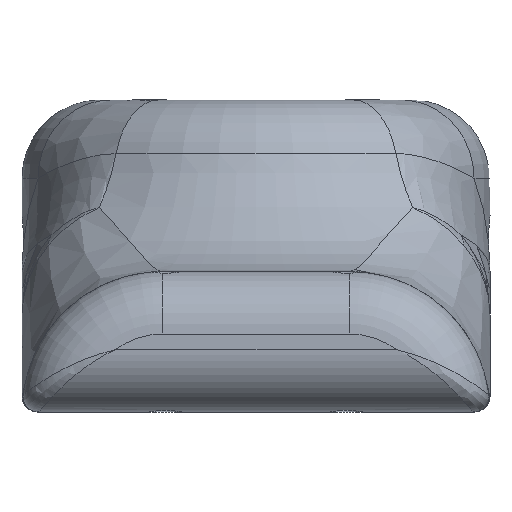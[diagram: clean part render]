
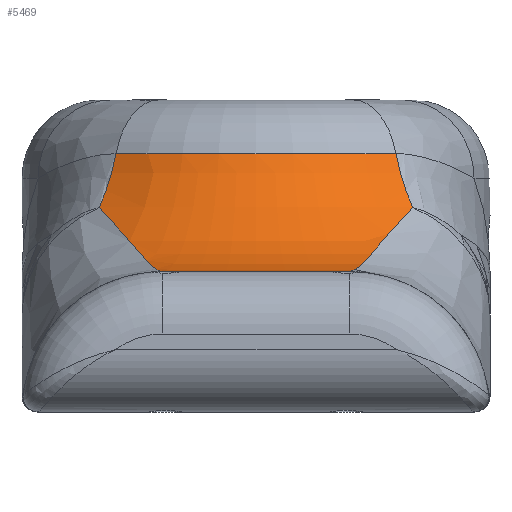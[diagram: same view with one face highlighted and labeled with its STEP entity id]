
A CAD part, left-side view. The second image highlights one B-rep face of the part: STEP entity #5469.
In plain terms, the highlighted toroidal (fillet/blend) face has major radius 26 mm and minor radius 11 mm.
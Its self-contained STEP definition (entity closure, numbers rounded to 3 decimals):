
#3031=CARTESIAN_POINT('',(-25.298,1.,6.638));
#3032=VERTEX_POINT('',#3031);
#3039=CARTESIAN_POINT('',(-25.298,13.,6.638));
#3040=VERTEX_POINT('',#3039);
#3041=CARTESIAN_POINT('',(0.,7.,6.638));
#3042=DIRECTION('',(-0.,0.,-1.));
#3043=DIRECTION('',(-0.,1.,0.));
#3044=AXIS2_PLACEMENT_3D('',#3041,#3042,#3043);
#3045=CIRCLE('',#3044,26.);
#3046=EDGE_CURVE('',#3032,#3040,#3045,.T.);
#5269=CARTESIAN_POINT('',(-14.229,17.05,10.754));
#5270=VERTEX_POINT('',#5269);
#5335=CARTESIAN_POINT('',(-12.702,15.972,14.2));
#5336=VERTEX_POINT('',#5335);
#5337=CARTESIAN_POINT('',(-21.237,22.,17.638));
#5338=DIRECTION('',(0.577,0.817,0.));
#5339=DIRECTION('',(-0.817,0.577,0.));
#5340=AXIS2_PLACEMENT_3D('',#5337,#5338,#5339);
#5341=CIRCLE('',#5340,11.);
#5342=EDGE_CURVE('',#5336,#5270,#5341,.T.);
#5380=CARTESIAN_POINT('',(0.,7.,17.638));
#5381=DIRECTION('',(-0.,0.,-1.));
#5382=DIRECTION('',(-0.,1.,0.));
#5383=AXIS2_PLACEMENT_3D('',#5380,#5381,#5382);
#5384=TOROIDAL_SURFACE('',#5383,26.,11.);
#5385=ORIENTED_EDGE('',*,*,#5342,.T.);
#5386=CARTESIAN_POINT('',(-14.229,17.05,10.754));
#5387=CARTESIAN_POINT('',(-14.735,16.76,10.447));
#5388=CARTESIAN_POINT('',(-15.222,16.486,10.152));
#5389=CARTESIAN_POINT('',(-15.699,16.23,9.87));
#5390=CARTESIAN_POINT('',(-16.175,15.974,9.588));
#5391=CARTESIAN_POINT('',(-16.642,15.735,9.319));
#5392=CARTESIAN_POINT('',(-17.106,15.512,9.065));
#5393=CARTESIAN_POINT('',(-17.339,15.401,8.938));
#5394=CARTESIAN_POINT('',(-17.57,15.294,8.814));
#5395=CARTESIAN_POINT('',(-17.799,15.191,8.696));
#5396=CARTESIAN_POINT('',(-18.028,15.089,8.577));
#5397=CARTESIAN_POINT('',(-18.256,14.991,8.463));
#5398=CARTESIAN_POINT('',(-18.483,14.897,8.354));
#5399=CARTESIAN_POINT('',(-18.937,14.709,8.136));
#5400=CARTESIAN_POINT('',(-19.387,14.537,7.936));
#5401=CARTESIAN_POINT('',(-19.838,14.379,7.757));
#5402=CARTESIAN_POINT('',(-20.29,14.22,7.577));
#5403=CARTESIAN_POINT('',(-20.742,14.075,7.416));
#5404=CARTESIAN_POINT('',(-21.199,13.94,7.276));
#5405=CARTESIAN_POINT('',(-21.427,13.873,7.206));
#5406=CARTESIAN_POINT('',(-21.657,13.808,7.142));
#5407=CARTESIAN_POINT('',(-21.885,13.747,7.083));
#5408=CARTESIAN_POINT('',(-22.114,13.685,7.024));
#5409=CARTESIAN_POINT('',(-22.342,13.627,6.971));
#5410=CARTESIAN_POINT('',(-22.569,13.57,6.924));
#5411=CARTESIAN_POINT('',(-23.48,13.346,6.735));
#5412=CARTESIAN_POINT('',(-24.386,13.161,6.638));
#5413=CARTESIAN_POINT('',(-25.298,13.,6.638));
#5414=B_SPLINE_CURVE_WITH_KNOTS('',3,(#5386,#5387,#5388,#5389,#5390,#5391,#5392,#5393,#5394,#5395,#5396,#5397,#5398,#5399,#5400,#5401,#5402,#5403,#5404,#5405,#5406,#5407,#5408,#5409,#5410,#5411,
#5412,#5413),.UNSPECIFIED.,.F.,.F.,(4,3,3,3,3,3,3,3,3,4),(-0.,0.002,0.005,0.006,0.007,0.009,0.012,0.013,0.014,0.019),.UNSPECIFIED.);
#5415=EDGE_CURVE('',#5270,#3040,#5414,.T.);
#5416=ORIENTED_EDGE('',*,*,#5415,.T.);
#5417=ORIENTED_EDGE('',*,*,#3046,.F.);
#5418=CARTESIAN_POINT('',(-14.229,-3.05,10.754));
#5419=VERTEX_POINT('',#5418);
#5420=CARTESIAN_POINT('',(-25.298,1.,6.638));
#5421=CARTESIAN_POINT('',(-24.386,0.839,6.638));
#5422=CARTESIAN_POINT('',(-23.48,0.654,6.735));
#5423=CARTESIAN_POINT('',(-22.569,0.43,6.924));
#5424=CARTESIAN_POINT('',(-22.342,0.373,6.971));
#5425=CARTESIAN_POINT('',(-22.114,0.315,7.024));
#5426=CARTESIAN_POINT('',(-21.885,0.253,7.083));
#5427=CARTESIAN_POINT('',(-21.657,0.192,7.142));
#5428=CARTESIAN_POINT('',(-21.427,0.127,7.206));
#5429=CARTESIAN_POINT('',(-21.199,0.06,7.276));
#5430=CARTESIAN_POINT('',(-20.742,-0.075,7.416));
#5431=CARTESIAN_POINT('',(-20.29,-0.22,7.577));
#5432=CARTESIAN_POINT('',(-19.838,-0.379,7.757));
#5433=CARTESIAN_POINT('',(-19.387,-0.537,7.936));
#5434=CARTESIAN_POINT('',(-18.937,-0.709,8.136));
#5435=CARTESIAN_POINT('',(-18.483,-0.897,8.354));
#5436=CARTESIAN_POINT('',(-18.256,-0.991,8.463));
#5437=CARTESIAN_POINT('',(-18.028,-1.089,8.577));
#5438=CARTESIAN_POINT('',(-17.799,-1.191,8.696));
#5439=CARTESIAN_POINT('',(-17.57,-1.294,8.814));
#5440=CARTESIAN_POINT('',(-17.339,-1.401,8.938));
#5441=CARTESIAN_POINT('',(-17.106,-1.512,9.065));
#5442=CARTESIAN_POINT('',(-16.642,-1.735,9.319));
#5443=CARTESIAN_POINT('',(-16.175,-1.974,9.588));
#5444=CARTESIAN_POINT('',(-15.699,-2.23,9.87));
#5445=CARTESIAN_POINT('',(-15.222,-2.486,10.152));
#5446=CARTESIAN_POINT('',(-14.735,-2.76,10.447));
#5447=CARTESIAN_POINT('',(-14.229,-3.05,10.754));
#5448=B_SPLINE_CURVE_WITH_KNOTS('',3,(#5420,#5421,#5422,#5423,#5424,#5425,#5426,#5427,#5428,#5429,#5430,#5431,#5432,#5433,#5434,#5435,#5436,#5437,#5438,#5439,#5440,#5441,#5442,#5443,#5444,#5445,
#5446,#5447),.UNSPECIFIED.,.F.,.F.,(4,3,3,3,3,3,3,3,3,4),(0.,0.005,0.006,0.007,0.009,0.012,0.013,0.014,0.016,0.019),.UNSPECIFIED.);
#5449=EDGE_CURVE('',#3032,#5419,#5448,.T.);
#5450=ORIENTED_EDGE('',*,*,#5449,.T.);
#5451=CARTESIAN_POINT('',(-12.702,-1.972,14.2));
#5452=VERTEX_POINT('',#5451);
#5453=CARTESIAN_POINT('',(-21.237,-8.,17.638));
#5454=DIRECTION('',(-0.577,0.817,-0.));
#5455=DIRECTION('',(0.817,0.577,-0.));
#5456=AXIS2_PLACEMENT_3D('',#5453,#5454,#5455);
#5457=CIRCLE('',#5456,11.);
#5458=EDGE_CURVE('',#5452,#5419,#5457,.T.);
#5459=ORIENTED_EDGE('',*,*,#5458,.F.);
#5460=CARTESIAN_POINT('',(0.,7.,14.2));
#5461=DIRECTION('',(-0.,-0.,-1.));
#5462=DIRECTION('',(0.,-1.,-0.));
#5463=AXIS2_PLACEMENT_3D('',#5460,#5461,#5462);
#5464=CIRCLE('',#5463,15.551);
#5465=EDGE_CURVE('',#5452,#5336,#5464,.T.);
#5466=ORIENTED_EDGE('',*,*,#5465,.T.);
#5467=EDGE_LOOP('',(#5385,#5416,#5417,#5450,#5459,#5466));
#5468=FACE_BOUND('',#5467,.T.);
#5469=ADVANCED_FACE('',(#5468),#5384,.F.);
